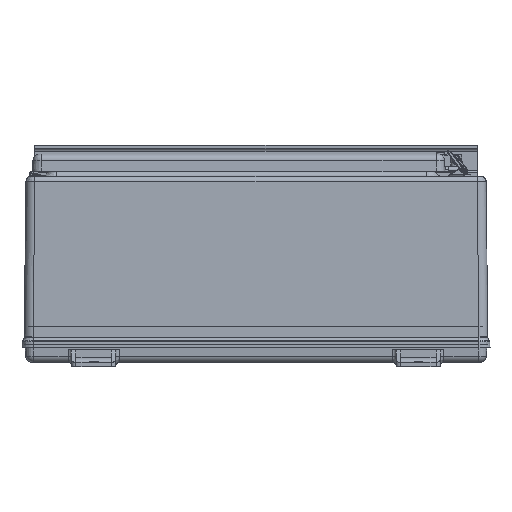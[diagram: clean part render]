
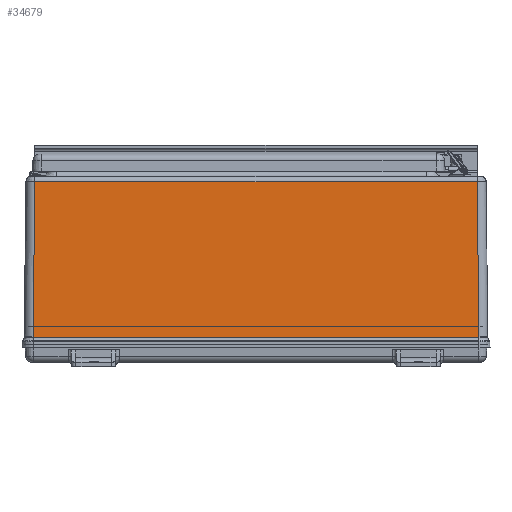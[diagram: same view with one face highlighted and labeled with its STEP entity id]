
A CAD part, front view. The second image highlights one B-rep face of the part: STEP entity #34679.
In plain terms, the highlighted planar face has unit normal (0, -1, 0.011).
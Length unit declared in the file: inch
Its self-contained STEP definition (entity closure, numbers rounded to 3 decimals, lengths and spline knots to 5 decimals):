
#1053 = CARTESIAN_POINT ( 'NONE',  ( 12.52938, -15.52261, 0.13454 ) ) ;
#1423 = CARTESIAN_POINT ( 'NONE',  ( -12.53081, -15.52411, -0.00546 ) ) ;
#1643 = ORIENTED_EDGE ( 'NONE', *, *, #65541, .F. ) ;
#2073 = EDGE_CURVE ( 'NONE', #62988, #18591, #16049, .T. ) ;
#3003 = DIRECTION ( 'NONE',  ( 0., -0.011, -1. ) ) ;
#3294 = ORIENTED_EDGE ( 'NONE', *, *, #60185, .T. ) ;
#4346 = DIRECTION ( 'NONE',  ( 1., 0., 0. ) ) ;
#4432 = LINE ( 'NONE', #18184, #20054 ) ;
#5142 = DIRECTION ( 'NONE',  ( 0., -0.011, -1. ) ) ;
#6151 = VECTOR ( 'NONE', #5142, 39.37008 ) ;
#8523 = PLANE ( 'NONE',  #54805 ) ;
#10894 = EDGE_CURVE ( 'NONE', #16902, #54085, #52324, .T. ) ;
#10968 = FACE_OUTER_BOUND ( 'NONE', #47815, .T. ) ;
#12453 = LINE ( 'NONE', #24530, #17390 ) ;
#14196 = EDGE_CURVE ( 'NONE', #53490, #45141, #4432, .T. ) ;
#16049 = LINE ( 'NONE', #26073, #6151 ) ;
#16216 = VECTOR ( 'NONE', #4346, 39.37008 ) ;
#16902 = VERTEX_POINT ( 'NONE', #57461 ) ;
#17390 = VECTOR ( 'NONE', #29827, 39.37008 ) ;
#17826 = CARTESIAN_POINT ( 'NONE',  ( 12.53081, -15.52417, -0.01091 ) ) ;
#18184 = CARTESIAN_POINT ( 'NONE',  ( -13.0308, -15.43041, 8.71973 ) ) ;
#18591 = VERTEX_POINT ( 'NONE', #17826 ) ;
#20054 = VECTOR ( 'NONE', #54790, 39.37008 ) ;
#21187 = VECTOR ( 'NONE', #48838, 39.37008 ) ;
#24530 = CARTESIAN_POINT ( 'NONE',  ( -12.43718, -15.43041, 8.71973 ) ) ;
#26073 = CARTESIAN_POINT ( 'NONE',  ( 12.53081, -15.52411, -0.00546 ) ) ;
#27442 = ORIENTED_EDGE ( 'NONE', *, *, #14196, .T. ) ;
#27909 = ORIENTED_EDGE ( 'NONE', *, *, #61485, .T. ) ;
#29827 = DIRECTION ( 'NONE',  ( -0.011, -0.011, -1. ) ) ;
#31249 = CARTESIAN_POINT ( 'NONE',  ( 12.43718, -15.43041, 8.71973 ) ) ;
#31522 = CARTESIAN_POINT ( 'NONE',  ( 12.53082, -15.52405, 0. ) ) ;
#34481 = CARTESIAN_POINT ( 'NONE',  ( -13.0308, -15.52417, -0.01091 ) ) ;
#34679 = ADVANCED_FACE ( 'NONE', ( #10968 ), #8523, .T. ) ;
#34815 = VECTOR ( 'NONE', #59225, 39.37008 ) ;
#39138 = CARTESIAN_POINT ( 'NONE',  ( -12.43718, -15.43041, 8.71973 ) ) ;
#39236 = LINE ( 'NONE', #34481, #16216 ) ;
#40608 = ORIENTED_EDGE ( 'NONE', *, *, #2073, .F. ) ;
#45141 = VERTEX_POINT ( 'NONE', #39138 ) ;
#45390 = CARTESIAN_POINT ( 'NONE',  ( -13.0308, -15.52405, 0. ) ) ;
#47815 = EDGE_LOOP ( 'NONE', ( #3294, #48740, #27909, #40608, #1643, #27442 ) ) ;
#48740 = ORIENTED_EDGE ( 'NONE', *, *, #10894, .F. ) ;
#48743 = CARTESIAN_POINT ( 'NONE',  ( -12.53082, -15.52405, 0. ) ) ;
#48838 = DIRECTION ( 'NONE',  ( 0., 0.011, 1. ) ) ;
#50303 = LINE ( 'NONE', #1053, #34815 ) ;
#50425 = DIRECTION ( 'NONE',  ( 0., -1., 0.011 ) ) ;
#52324 = LINE ( 'NONE', #1423, #21187 ) ;
#53490 = VERTEX_POINT ( 'NONE', #31249 ) ;
#54085 = VERTEX_POINT ( 'NONE', #48743 ) ;
#54790 = DIRECTION ( 'NONE',  ( -1., 0., 0. ) ) ;
#54805 = AXIS2_PLACEMENT_3D ( 'NONE', #45390, #50425, #3003 ) ;
#57461 = CARTESIAN_POINT ( 'NONE',  ( -12.53081, -15.52416, -0.01091 ) ) ;
#59225 = DIRECTION ( 'NONE',  ( 0.011, -0.011, -1. ) ) ;
#60185 = EDGE_CURVE ( 'NONE', #45141, #54085, #12453, .T. ) ;
#61485 = EDGE_CURVE ( 'NONE', #16902, #18591, #39236, .T. ) ;
#62988 = VERTEX_POINT ( 'NONE', #31522 ) ;
#65541 = EDGE_CURVE ( 'NONE', #53490, #62988, #50303, .T. ) ;
